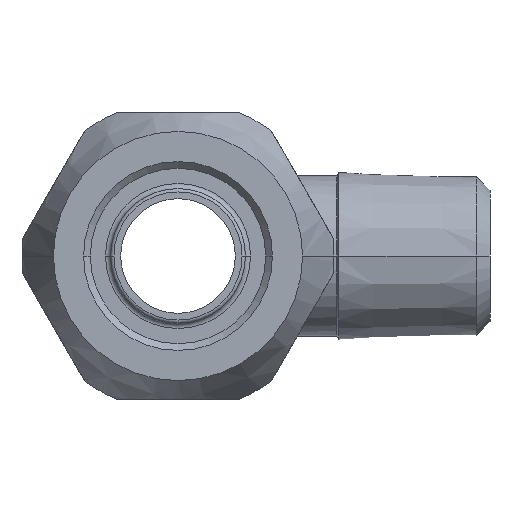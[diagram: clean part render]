
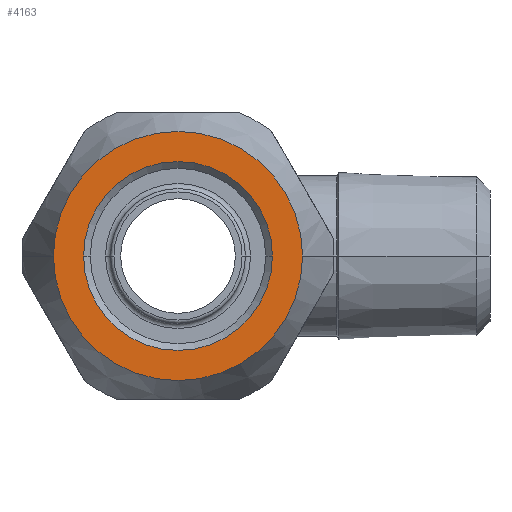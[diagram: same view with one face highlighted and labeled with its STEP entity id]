
A CAD part, left-side view. The second image highlights one B-rep face of the part: STEP entity #4163.
In plain terms, the highlighted planar face has unit normal (-1, 0, 0).
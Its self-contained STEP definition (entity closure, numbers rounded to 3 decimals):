
#1487=CARTESIAN_POINT('',(-25.,0.,0.));
#1488=DIRECTION('',(-1.,0.,0.));
#1489=DIRECTION('',(0.,1.,0.));
#1490=AXIS2_PLACEMENT_3D('',#1487,#1488,#1489);
#1501=CARTESIAN_POINT('',(-25.,0.,0.));
#1502=DIRECTION('',(1.,0.,0.));
#1503=DIRECTION('',(0.,1.,0.));
#1504=AXIS2_PLACEMENT_3D('',#1501,#1502,#1503);
#1510=CARTESIAN_POINT('',(-25.,0.,0.));
#1511=DIRECTION('',(-1.,0.,0.));
#1512=DIRECTION('',(0.,1.,0.));
#1513=AXIS2_PLACEMENT_3D('',#1510,#1511,#1512);
#1515=CARTESIAN_POINT('',(-25.,0.,0.));
#1516=DIRECTION('',(1.,0.,0.));
#1517=DIRECTION('',(0.,1.,0.));
#1518=AXIS2_PLACEMENT_3D('',#1515,#1516,#1517);
#2067=CARTESIAN_POINT('',(-25.,7.385,0.));
#2069=VERTEX_POINT('',#2067);
#2075=CARTESIAN_POINT('',(-25.,-7.385,0.));
#2077=VERTEX_POINT('',#2075);
#2102=CARTESIAN_POINT('',(-25.,5.6,0.));
#2103=CARTESIAN_POINT('',(-25.,-5.6,0.));
#2104=VERTEX_POINT('',#2102);
#2105=VERTEX_POINT('',#2103);
#4148=CARTESIAN_POINT('',(-25.,0.,0.));
#4149=DIRECTION('',(1.,0.,0.));
#4150=DIRECTION('',(0.,-1.,0.));
#4151=AXIS2_PLACEMENT_3D('',#4148,#4149,#4150);
#4152=PLANE('',#4151);
#4154=ORIENTED_EDGE('',*,*,#4153,.F.);
#4156=ORIENTED_EDGE('',*,*,#4155,.T.);
#4157=EDGE_LOOP('',(#4154,#4156));
#4158=FACE_OUTER_BOUND('',#4157,.F.);
#4159=ORIENTED_EDGE('',*,*,#4142,.F.);
#4160=ORIENTED_EDGE('',*,*,#4128,.T.);
#4161=EDGE_LOOP('',(#4159,#4160));
#4162=FACE_BOUND('',#4161,.F.);
#4163=ADVANCED_FACE('',(#4158,#4162),#4152,.F.);
#1491=CIRCLE('',#1490,5.6);
#1505=CIRCLE('',#1504,5.6);
#1514=CIRCLE('',#1513,7.385);
#1519=CIRCLE('',#1518,7.385);
#4128=EDGE_CURVE('',#2104,#2105,#1491,.T.);
#4142=EDGE_CURVE('',#2104,#2105,#1505,.T.);
#4153=EDGE_CURVE('',#2069,#2077,#1514,.T.);
#4155=EDGE_CURVE('',#2069,#2077,#1519,.T.);
